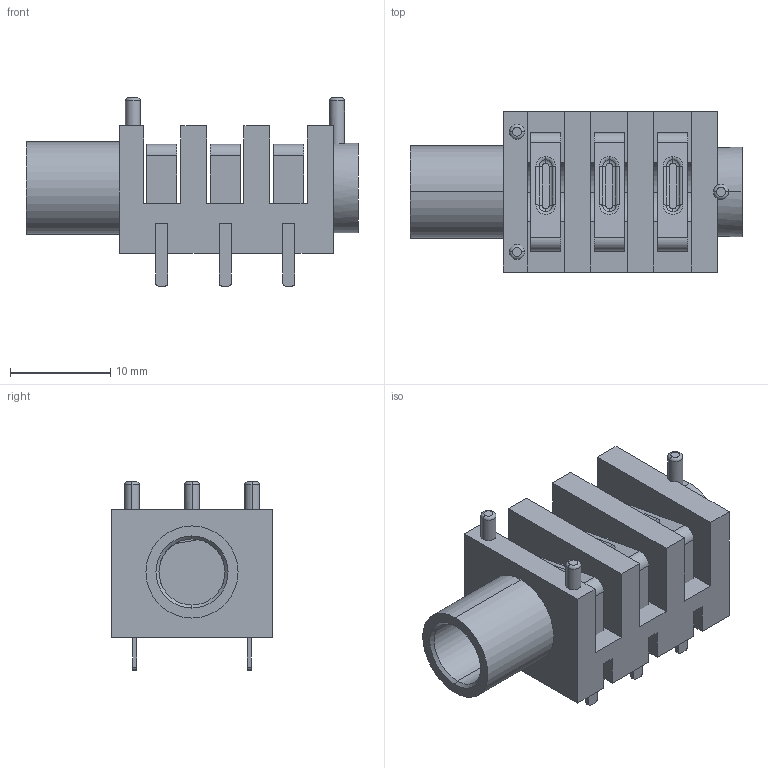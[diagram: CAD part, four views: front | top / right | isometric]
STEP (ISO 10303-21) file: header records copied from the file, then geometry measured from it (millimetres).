
FILE_DESCRIPTION (( 'STEP AP214' ), '1' );
FILE_NAME ('AUDIO-TH_PJ-625G.step', '2022-06-16T10:49:05', ( '' ), ( '' ), 'SwSTEP 2.0', 'SolidWorks 2020', '' );
FILE_SCHEMA (( 'AUTOMOTIVE_DESIGN' ));
Length unit declared in the file: millimetre
Products named in the file (1): AUDIO-TH_PJ-625G
Bounding box: 33.15 x 16 x 18.8 mm (x, y, z)
Volume: 3058.2 mm3; surface area: 3592 mm2
Topology: 4 solids, 4 shells, 515 faces, 1368 edges, 888 vertices
Faces by surface type: plane 302, bspline 112, cylinder 72, torus 27, cone 2
Entity records: 22352 total; most frequent: CARTESIAN_POINT 4510, ORIENTED_EDGE 2736, DIRECTION 2115, EDGE_CURVE 1368, VERTEX_POINT 888, VECTOR 883, LINE 883, AXIS2_PLACEMENT_3D 616
